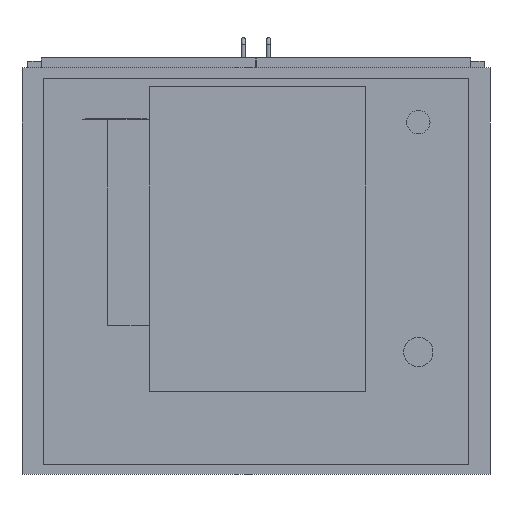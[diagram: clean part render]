
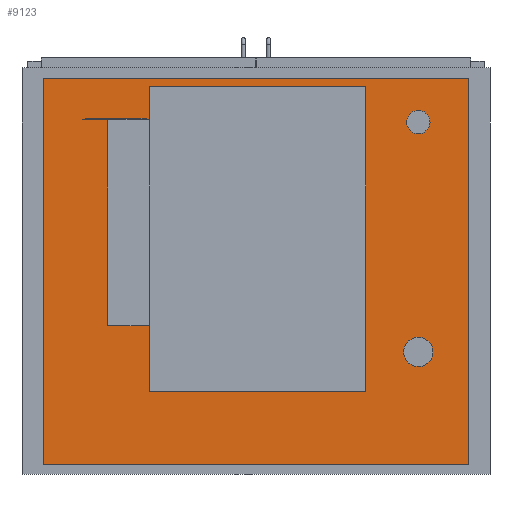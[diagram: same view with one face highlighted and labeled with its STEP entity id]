
A CAD part, front view. The second image highlights one B-rep face of the part: STEP entity #9123.
In plain terms, the highlighted planar face has unit normal (0, -1, 0).
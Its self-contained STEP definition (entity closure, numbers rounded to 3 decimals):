
#91=FACE_BOUND('',#965,.T.);
#92=FACE_BOUND('',#966,.T.);
#111=CIRCLE('',#9743,20.);
#113=CIRCLE('',#9747,25.);
#399=FACE_OUTER_BOUND('',#964,.T.);
#964=EDGE_LOOP('',(#6149,#6150,#6151,#6152));
#965=EDGE_LOOP('',(#6153));
#966=EDGE_LOOP('',(#6154));
#1578=LINE('',#13156,#2738);
#1580=LINE('',#13160,#2740);
#1582=LINE('',#13164,#2742);
#1584=LINE('',#13167,#2744);
#2738=VECTOR('',#10569,10.);
#2740=VECTOR('',#10573,10.);
#2742=VECTOR('',#10577,10.);
#2744=VECTOR('',#10581,10.);
#3856=VERTEX_POINT('',#13082);
#3858=VERTEX_POINT('',#13089);
#3879=VERTEX_POINT('',#13153);
#3880=VERTEX_POINT('',#13155);
#3881=VERTEX_POINT('',#13159);
#3882=VERTEX_POINT('',#13163);
#4733=EDGE_CURVE('',#3856,#3856,#111,.T.);
#4736=EDGE_CURVE('',#3858,#3858,#113,.T.);
#4766=EDGE_CURVE('',#3880,#3879,#1578,.T.);
#4768=EDGE_CURVE('',#3881,#3880,#1580,.T.);
#4770=EDGE_CURVE('',#3882,#3881,#1582,.T.);
#4772=EDGE_CURVE('',#3879,#3882,#1584,.T.);
#6149=ORIENTED_EDGE('',*,*,#4772,.T.);
#6150=ORIENTED_EDGE('',*,*,#4770,.T.);
#6151=ORIENTED_EDGE('',*,*,#4768,.T.);
#6152=ORIENTED_EDGE('',*,*,#4766,.T.);
#6153=ORIENTED_EDGE('',*,*,#4733,.T.);
#6154=ORIENTED_EDGE('',*,*,#4736,.T.);
#8638=PLANE('',#9764);
#9123=ADVANCED_FACE('',(#399,#91,#92),#8638,.T.);
#9743=AXIS2_PLACEMENT_3D('',#13084,#10503,#10504);
#9747=AXIS2_PLACEMENT_3D('',#13091,#10512,#10513);
#9764=AXIS2_PLACEMENT_3D('',#13168,#10582,#10583);
#10503=DIRECTION('center_axis',(0.,1.,0.));
#10504=DIRECTION('ref_axis',(1.,0.,0.));
#10512=DIRECTION('center_axis',(0.,1.,0.));
#10513=DIRECTION('ref_axis',(1.,0.,0.));
#10569=DIRECTION('',(0.,0.,1.));
#10573=DIRECTION('',(1.,0.,0.));
#10577=DIRECTION('',(0.,0.,-1.));
#10581=DIRECTION('',(-1.,0.,0.));
#10582=DIRECTION('center_axis',(0.,-1.,0.));
#10583=DIRECTION('ref_axis',(0.,0.,-1.));
#13082=CARTESIAN_POINT('',(257.5,-370.,255.));
#13084=CARTESIAN_POINT('Origin',(277.5,-370.,255.));
#13089=CARTESIAN_POINT('',(252.5,-370.,-138.));
#13091=CARTESIAN_POINT('Origin',(277.5,-370.,-138.));
#13153=CARTESIAN_POINT('',(362.5,-370.,330.));
#13155=CARTESIAN_POINT('',(362.5,-370.,-330.));
#13156=CARTESIAN_POINT('',(362.5,-370.,330.));
#13159=CARTESIAN_POINT('',(-362.5,-370.,-330.));
#13160=CARTESIAN_POINT('',(362.5,-370.,-330.));
#13163=CARTESIAN_POINT('',(-362.5,-370.,330.));
#13164=CARTESIAN_POINT('',(-362.5,-370.,-330.));
#13167=CARTESIAN_POINT('',(-362.5,-370.,330.));
#13168=CARTESIAN_POINT('Origin',(0.,-370.,0.));
